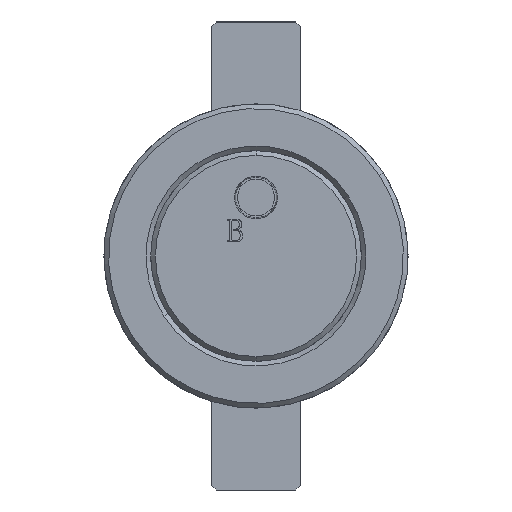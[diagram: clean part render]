
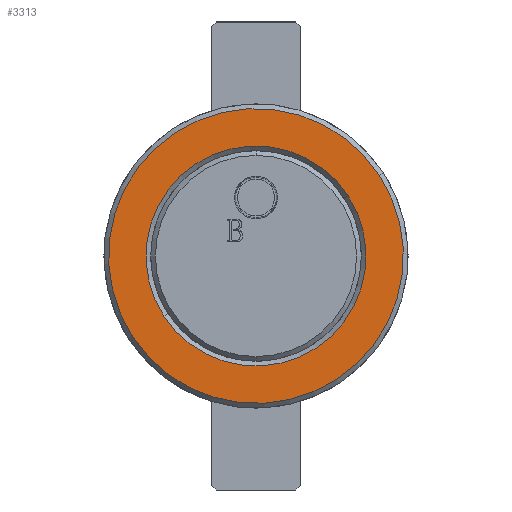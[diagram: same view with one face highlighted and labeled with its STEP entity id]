
A CAD part, front view. The second image highlights one B-rep face of the part: STEP entity #3313.
In plain terms, the highlighted face is planar.
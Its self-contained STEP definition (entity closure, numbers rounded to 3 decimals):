
#185 = CARTESIAN_POINT ( 'NONE',  ( 0., 0., 0. ) ) ;
#190 = DIRECTION ( 'NONE',  ( 0., 0., -1. ) ) ;
#191 = DIRECTION ( 'NONE',  ( 1., 0., 0. ) ) ;
#200 = EDGE_CURVE ( 'NONE', #2534, #2566, #5862, .T. ) ;
#214 = EDGE_CURVE ( 'NONE', #2659, #2617, #5880, .T. ) ;
#236 = EDGE_CURVE ( 'NONE', #2566, #2534, #5899, .T. ) ;
#346 = EDGE_LOOP ( 'NONE', ( #2488, #2684 ) ) ;
#674 = DIRECTION ( 'NONE',  ( 0., 0., -1. ) ) ;
#688 = CARTESIAN_POINT ( 'NONE',  ( 0., 0., 0. ) ) ;
#694 = DIRECTION ( 'NONE',  ( 1., 0., 0. ) ) ;
#713 = EDGE_LOOP ( 'NONE', ( #2476, #2588 ) ) ;
#1515 = CIRCLE ( 'NONE', #7168, 23.5 ) ;
#2476 = ORIENTED_EDGE ( 'NONE', *, *, #200, .T. ) ;
#2488 = ORIENTED_EDGE ( 'NONE', *, *, #4956, .T. ) ;
#2534 = VERTEX_POINT ( 'NONE', #3734 ) ;
#2566 = VERTEX_POINT ( 'NONE', #3739 ) ;
#2588 = ORIENTED_EDGE ( 'NONE', *, *, #236, .T. ) ;
#2617 = VERTEX_POINT ( 'NONE', #3737 ) ;
#2659 = VERTEX_POINT ( 'NONE', #3747 ) ;
#2684 = ORIENTED_EDGE ( 'NONE', *, *, #214, .T. ) ;
#2732 = CARTESIAN_POINT ( 'NONE',  ( 0., 0., 0. ) ) ;
#2737 = DIRECTION ( 'NONE',  ( 1., 0., 0. ) ) ;
#2738 = DIRECTION ( 'NONE',  ( 0., 0., 1. ) ) ;
#3313 = ADVANCED_FACE ( 'NONE', ( #5904, #5912 ), #3764, .F. ) ;
#3734 = CARTESIAN_POINT ( 'NONE',  ( 31.5, 0., 0. ) ) ;
#3737 = CARTESIAN_POINT ( 'NONE',  ( -23.5, 0., 0. ) ) ;
#3739 = CARTESIAN_POINT ( 'NONE',  ( -31.5, 0., 0. ) ) ;
#3747 = CARTESIAN_POINT ( 'NONE',  ( 23.5, 0., 0. ) ) ;
#3761 = CARTESIAN_POINT ( 'NONE',  ( 0., 0., 0. ) ) ;
#3764 = PLANE ( 'NONE',  #4493 ) ;
#3766 = DIRECTION ( 'NONE',  ( 0., 0., 1. ) ) ;
#3767 = DIRECTION ( 'NONE',  ( 1., 0., 0. ) ) ;
#4478 = AXIS2_PLACEMENT_3D ( 'NONE', #688, #674, #694 ) ;
#4493 = AXIS2_PLACEMENT_3D ( 'NONE', #3761, #3766, #3767 ) ;
#4537 = AXIS2_PLACEMENT_3D ( 'NONE', #185, #190, #191 ) ;
#4765 = AXIS2_PLACEMENT_3D ( 'NONE', #2732, #2738, #2737 ) ;
#4956 = EDGE_CURVE ( 'NONE', #2617, #2659, #1515, .T. ) ;
#5862 = CIRCLE ( 'NONE', #4478, 31.5 ) ;
#5880 = CIRCLE ( 'NONE', #4765, 23.5 ) ;
#5899 = CIRCLE ( 'NONE', #4537, 31.5 ) ;
#5904 = FACE_BOUND ( 'NONE', #346, .T. ) ;
#5912 = FACE_OUTER_BOUND ( 'NONE', #713, .T. ) ;
#6171 = CARTESIAN_POINT ( 'NONE',  ( 0., 0., 0. ) ) ;
#6172 = DIRECTION ( 'NONE',  ( 0., 0., 1. ) ) ;
#6173 = DIRECTION ( 'NONE',  ( 1., 0., 0. ) ) ;
#7168 = AXIS2_PLACEMENT_3D ( 'NONE', #6171, #6172, #6173 ) ;
